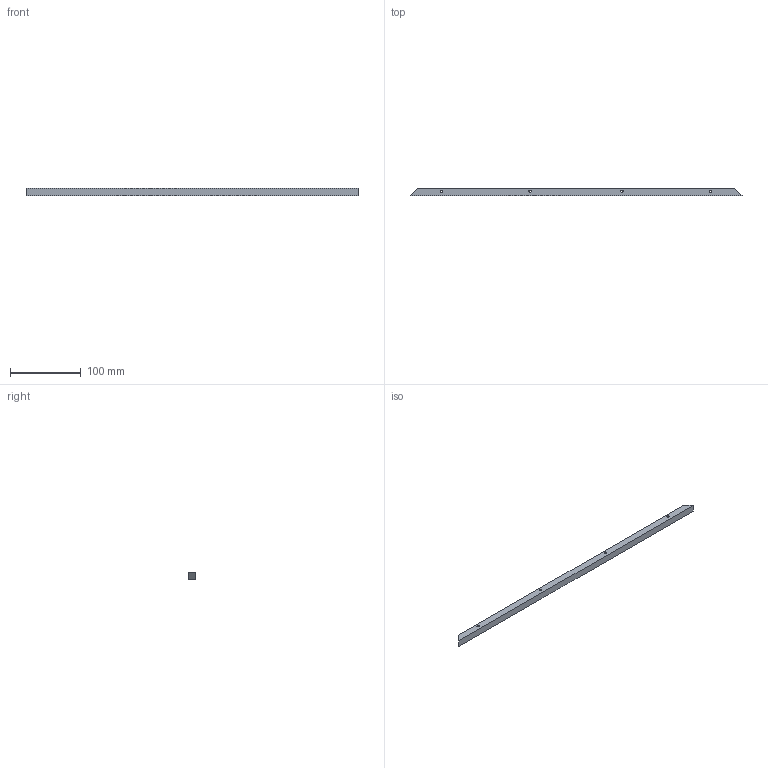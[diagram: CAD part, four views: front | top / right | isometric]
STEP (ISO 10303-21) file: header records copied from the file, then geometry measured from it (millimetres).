
FILE_DESCRIPTION(('FreeCAD Model'),'2;1');
FILE_NAME('Open CASCADE Shape Model','2022-06-09T14:54:06',('Author'),( ''),'Open CASCADE STEP processor 7.5','FreeCAD','Unknown');
FILE_SCHEMA(('AUTOMOTIVE_DESIGN { 1 0 10303 214 1 1 1 1 }'));
Length unit declared in the file: millimetre
Products named in the file (1): Hole
Bounding box: 470 x 10 x 10 mm (x, y, z)
Volume: 45657.9 mm3; surface area: 19029.1 mm2
Topology: 1 solids, 1 shells, 10 faces, 24 edges, 16 vertices
Faces by surface type: plane 6, cylinder 4
Full cylindrical faces by diameter (mm): 3.3 x4
Entity records: 658 total; most frequent: CARTESIAN_POINT 123, DIRECTION 98, LINE 56, VECTOR 56, ORIENTED_EDGE 48, PCURVE 48, DEFINITIONAL_REPRESENTATION 48, EDGE_CURVE 24
